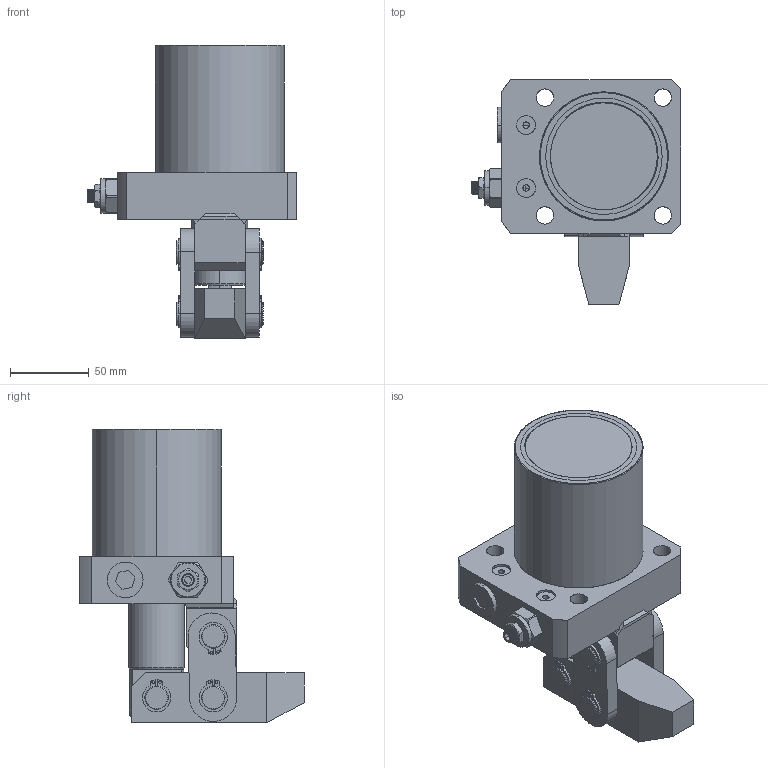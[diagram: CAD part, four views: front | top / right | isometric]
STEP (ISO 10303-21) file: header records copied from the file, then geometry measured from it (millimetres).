
FILE_DESCRIPTION (( 'STEP AP214' ), '1' );
FILE_NAME ('CHLC-FAMT63-L.STEP', '2019-04-20T03:18:11', ( '' ), ( '' ), 'SwSTEP 2.0', 'SolidWorks 2016', '' );
FILE_SCHEMA (( 'AUTOMOTIVE_DESIGN' ));
Length unit declared in the file: millimetre
Products named in the file (12): M5; 盓傅; 揤旋; CZL30覃厒概; 蟀裝; 縐銅; 种; 傻种; 活塞杆; 黑芛; 掛极; CHLC-FAMT63-L
Assembly tree (19 placements, depth 2):
  CHLC-FAMT63-L
    掛极
    黑芛
    活塞杆
    傻种
    种  x2
    縐銅  x6
    蟀裝  x2
    CZL30覃厒概
    揤旋
    盓傅
    M5  x2
Bounding box: 133.5 x 143 x 186.99 mm (x, y, z)
Volume: 302711.7 mm3; surface area: 181558.1 mm2
Topology: 22 solids, 158 shells, 984 faces, 2790 edges, 2014 vertices
Faces by surface type: cylinder 428, plane 239, cone 171, bspline 146
Entity records: 88271 total; most frequent: CARTESIAN_POINT 68943, ORIENTED_EDGE 3893, DIRECTION 3474, EDGE_CURVE 2257, VERTEX_POINT 1672, AXIS2_PLACEMENT_3D 1307, EDGE_LOOP 874, VECTOR 860
